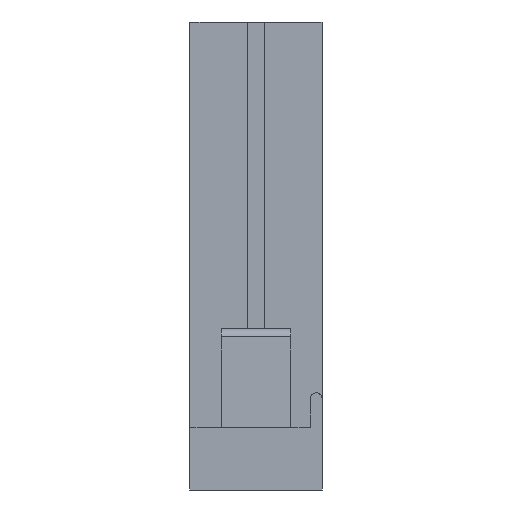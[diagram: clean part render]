
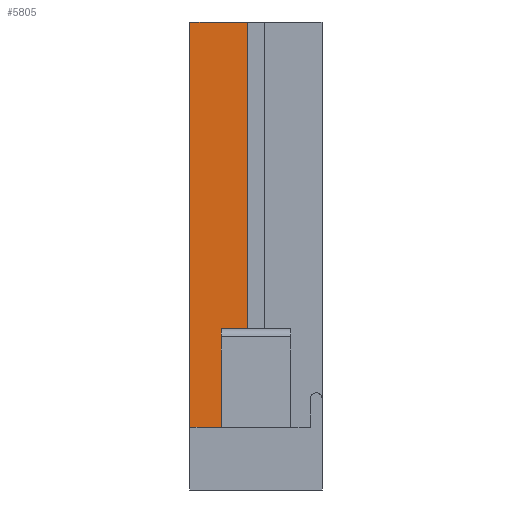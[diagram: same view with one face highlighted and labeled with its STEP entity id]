
A CAD part, left-side view. The second image highlights one B-rep face of the part: STEP entity #5805.
In plain terms, the highlighted planar face has unit normal (-1, 0, 0).
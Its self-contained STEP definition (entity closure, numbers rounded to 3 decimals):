
#2308=FACE_OUTER_BOUND('',#7522,.T.);
#3264=LINE('',#20695,#4543);
#3331=LINE('',#21087,#4610);
#3426=LINE('',#21523,#4705);
#3429=LINE('',#21529,#4708);
#3430=LINE('',#21530,#4709);
#3431=LINE('',#21531,#4710);
#4543=VECTOR('',#16454,1.);
#4610=VECTOR('',#16565,1.);
#4705=VECTOR('',#16778,1.);
#4708=VECTOR('',#16783,1.);
#4709=VECTOR('',#16784,1.);
#4710=VECTOR('',#16785,1.);
#5805=ADVANCED_FACE('',(#2308),#6526,.F.);
#6526=PLANE('',#15384);
#7522=EDGE_LOOP('',(#9009,#9010,#9011,#9012,#9013,#9014));
#9009=ORIENTED_EDGE('',*,*,#13816,.F.);
#9010=ORIENTED_EDGE('',*,*,#13819,.T.);
#9011=ORIENTED_EDGE('',*,*,#13583,.F.);
#9012=ORIENTED_EDGE('',*,*,#13820,.F.);
#9013=ORIENTED_EDGE('',*,*,#13690,.F.);
#9014=ORIENTED_EDGE('',*,*,#13821,.F.);
#12332=VERTEX_POINT('',#20694);
#12333=VERTEX_POINT('',#20696);
#12433=VERTEX_POINT('',#21086);
#12434=VERTEX_POINT('',#21088);
#12543=VERTEX_POINT('',#21522);
#12544=VERTEX_POINT('',#21524);
#13583=EDGE_CURVE('',#12332,#12333,#3264,.T.);
#13690=EDGE_CURVE('',#12433,#12434,#3331,.T.);
#13816=EDGE_CURVE('',#12543,#12544,#3426,.T.);
#13819=EDGE_CURVE('',#12543,#12333,#3429,.T.);
#13820=EDGE_CURVE('',#12434,#12332,#3430,.T.);
#13821=EDGE_CURVE('',#12544,#12433,#3431,.T.);
#15384=AXIS2_PLACEMENT_3D('',#21532,#16786,#16787);
#16454=DIRECTION('',(0.,1.,0.));
#16565=DIRECTION('',(0.,-1.,0.));
#16778=DIRECTION('',(0.,1.,0.));
#16783=DIRECTION('',(0.,0.,-1.));
#16784=DIRECTION('',(0.,0.,-1.));
#16785=DIRECTION('',(0.,0.,1.));
#16786=DIRECTION('',(1.,0.,0.));
#16787=DIRECTION('',(0.,0.,1.));
#20694=CARTESIAN_POINT('',(20.362,-38.041,-26.7));
#20695=CARTESIAN_POINT('',(20.362,-38.041,-26.7));
#20696=CARTESIAN_POINT('',(20.362,-35.341,-26.7));
#21086=CARTESIAN_POINT('',(20.362,-33.091,13.7));
#21087=CARTESIAN_POINT('',(20.362,-33.091,13.7));
#21088=CARTESIAN_POINT('',(20.362,-38.041,13.7));
#21522=CARTESIAN_POINT('',(20.362,-35.341,-21.3));
#21523=CARTESIAN_POINT('',(20.362,-35.591,-21.3));
#21524=CARTESIAN_POINT('',(20.362,-33.091,-21.3));
#21529=CARTESIAN_POINT('',(20.362,-35.341,26.76));
#21530=CARTESIAN_POINT('',(20.362,-38.041,13.7));
#21531=CARTESIAN_POINT('',(20.362,-33.091,-21.3));
#21532=CARTESIAN_POINT('',(20.362,-44.691,13.9));
